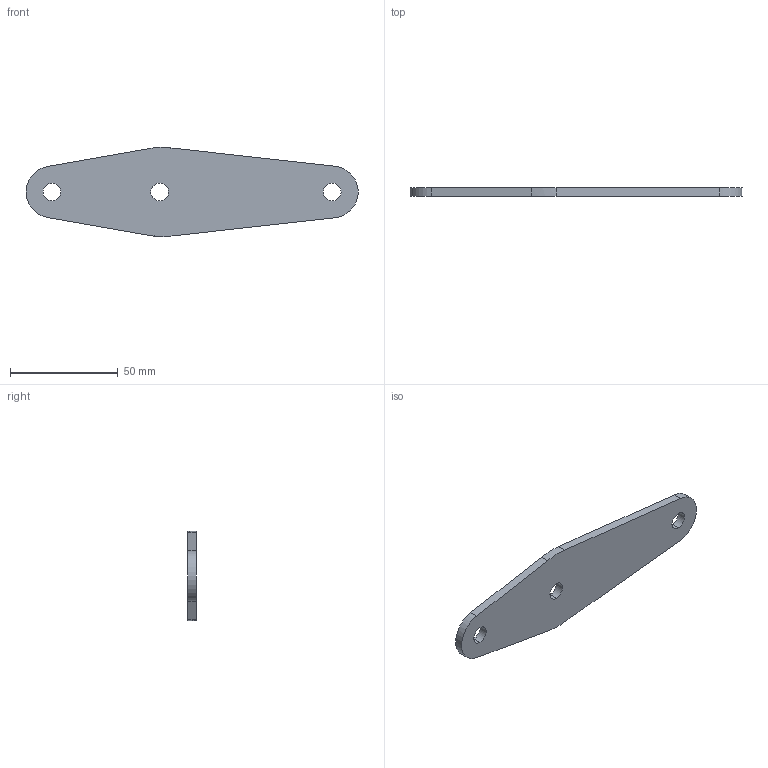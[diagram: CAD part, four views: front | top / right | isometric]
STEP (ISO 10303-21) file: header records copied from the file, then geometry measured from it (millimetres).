
FILE_DESCRIPTION (( 'STEP AP203' ), '1' );
FILE_NAME ('真实小小腿-无减重.STEP', '2024-10-20T00:49:09', ( '' ), ( '' ), 'SwSTEP 2.0', 'SolidWorks 2024', '' );
FILE_SCHEMA (( 'CONFIG_CONTROL_DESIGN' ));
Length unit declared in the file: millimetre
Products named in the file (1): 真实小小腿-无减重
Bounding box: 153.96 x 4 x 41.41 mm (x, y, z)
Volume: 18392.8 mm3; surface area: 10859.3 mm2
Topology: 1 solids, 1 shells, 16 faces, 42 edges, 28 vertices
Faces by surface type: cylinder 8, plane 6, bspline 2
Entity records: 751 total; most frequent: CARTESIAN_POINT 269, ORIENTED_EDGE 84, DIRECTION 80, EDGE_CURVE 42, AXIS2_PLACEMENT_3D 31, VERTEX_POINT 28, EDGE_LOOP 22, LINE 18
